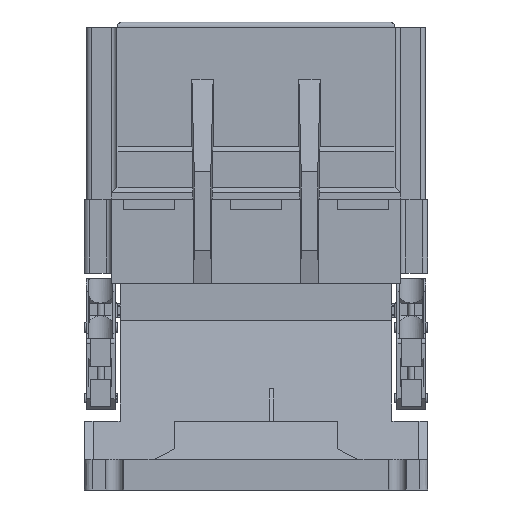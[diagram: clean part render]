
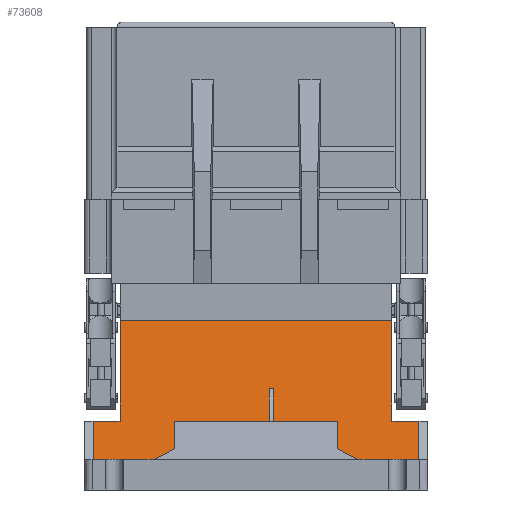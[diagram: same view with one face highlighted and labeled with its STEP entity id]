
A CAD part, front view. The second image highlights one B-rep face of the part: STEP entity #73608.
In plain terms, the highlighted planar face has unit normal (0, -0.984, 0.18).
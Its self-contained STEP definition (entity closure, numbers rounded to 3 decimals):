
#67001=DIRECTION('',(0.,0.18,0.984));
#67002=VECTOR('',#67001,15.045);
#67003=CARTESIAN_POINT('',(-32.,-69.65,12.));
#67004=LINE('',#67003,#67002);
#67125=DIRECTION('',(0.,-0.18,-0.984));
#67126=VECTOR('',#67125,40.146);
#67127=CARTESIAN_POINT('',(-53.3,-59.7,66.496));
#67128=LINE('',#67127,#67126);
#67396=DIRECTION('',(-1.,0.,0.));
#67397=VECTOR('',#67396,11.875);
#67398=CARTESIAN_POINT('',(18.701,-66.948,26.8));
#67399=LINE('',#67398,#67397);
#67403=DIRECTION('',(-1.,0.,0.));
#67404=VECTOR('',#67403,1.652);
#67405=CARTESIAN_POINT('',(6.826,-64.59,
39.715));
#67406=LINE('',#67405,#67404);
#67410=DIRECTION('',(-1.,0.,0.));
#67411=VECTOR('',#67410,23.875);
#67412=CARTESIAN_POINT('',(5.174,-66.948,26.8));
#67413=LINE('',#67412,#67411);
#67417=DIRECTION('',(-1.,0.,0.));
#67418=VECTOR('',#67417,10.);
#67419=CARTESIAN_POINT('',(-18.701,-66.948,26.8));
#67420=LINE('',#67419,#67418);
#67424=DIRECTION('',(-1.,0.,0.));
#67425=VECTOR('',#67424,3.299);
#67426=CARTESIAN_POINT('',(-28.701,-66.948,26.8));
#67427=LINE('',#67426,#67425);
#67431=DIRECTION('',(-1.,0.,0.));
#67432=VECTOR('',#67431,31.883);
#67433=CARTESIAN_POINT('',(-32.,-69.65,12.));
#67434=LINE('',#67433,#67432);
#67438=DIRECTION('',(1.,0.,0.));
#67439=VECTOR('',#67438,10.583);
#67440=CARTESIAN_POINT('',(-63.883,-66.911,
27.003));
#67441=LINE('',#67440,#67439);
#67445=DIRECTION('',(1.,0.,0.));
#67446=VECTOR('',#67445,106.6);
#67447=CARTESIAN_POINT('',(-53.3,-59.7,66.496));
#67448=LINE('',#67447,#67446);
#67452=DIRECTION('',(1.,0.,0.));
#67453=VECTOR('',#67452,10.583);
#67454=CARTESIAN_POINT('',(53.3,-66.911,27.003));
#67455=LINE('',#67454,#67453);
#67459=DIRECTION('',(-1.,0.,0.));
#67460=VECTOR('',#67459,31.883);
#67461=CARTESIAN_POINT('',(63.883,-69.65,12.));
#67462=LINE('',#67461,#67460);
#67466=DIRECTION('',(-1.,0.,0.));
#67467=VECTOR('',#67466,3.299);
#67468=CARTESIAN_POINT('',(32.,-66.948,26.8));
#67469=LINE('',#67468,#67467);
#67473=DIRECTION('',(-1.,0.,0.));
#67474=VECTOR('',#67473,10.);
#67475=CARTESIAN_POINT('',(28.701,-66.948,26.8));
#67476=LINE('',#67475,#67474);
#67599=DIRECTION('',(0.,-0.18,-0.984));
#67600=VECTOR('',#67599,13.128);
#67601=CARTESIAN_POINT('',(6.826,-64.59,
39.715));
#67602=LINE('',#67601,#67600);
#67606=DIRECTION('',(0.,0.18,0.984));
#67607=VECTOR('',#67606,13.128);
#67608=CARTESIAN_POINT('',(5.174,-66.948,26.8));
#67609=LINE('',#67608,#67607);
#67697=DIRECTION('',(0.,-0.18,-0.984));
#67698=VECTOR('',#67697,15.045);
#67699=CARTESIAN_POINT('',(32.,-66.948,26.8));
#67700=LINE('',#67699,#67698);
#67830=DIRECTION('',(0.,-0.18,-0.984));
#67831=VECTOR('',#67830,15.251);
#67832=CARTESIAN_POINT('',(-63.883,-66.911,
27.003));
#67833=LINE('',#67832,#67831);
#70294=DIRECTION('',(0.,0.18,0.984));
#70295=VECTOR('',#70294,40.146);
#70296=CARTESIAN_POINT('',(53.3,-66.911,27.003));
#70297=LINE('',#70296,#70295);
#71554=DIRECTION('',(0.,0.18,0.984));
#71555=VECTOR('',#71554,15.251);
#71556=CARTESIAN_POINT('',(63.883,-69.65,12.));
#71557=LINE('',#71556,#71555);
#71822=CARTESIAN_POINT('',(53.3,-66.911,27.003));
#71823=CARTESIAN_POINT('',(63.883,-66.911,
27.003));
#71824=VERTEX_POINT('',#71822);
#71825=VERTEX_POINT('',#71823);
#71830=CARTESIAN_POINT('',(18.701,-66.948,26.8));
#71831=CARTESIAN_POINT('',(6.826,-66.948,26.8));
#71832=VERTEX_POINT('',#71830);
#71833=VERTEX_POINT('',#71831);
#71834=CARTESIAN_POINT('',(6.826,-64.59,
39.715));
#71835=VERTEX_POINT('',#71834);
#71836=CARTESIAN_POINT('',(5.174,-64.59,
39.715));
#71837=VERTEX_POINT('',#71836);
#71838=CARTESIAN_POINT('',(5.174,-66.948,26.8));
#71839=VERTEX_POINT('',#71838);
#71840=CARTESIAN_POINT('',(-18.701,-66.948,26.8));
#71841=VERTEX_POINT('',#71840);
#71842=CARTESIAN_POINT('',(-28.701,-66.948,26.8));
#71843=VERTEX_POINT('',#71842);
#71844=CARTESIAN_POINT('',(-32.,-66.948,26.8));
#71845=VERTEX_POINT('',#71844);
#71846=CARTESIAN_POINT('',(-32.,-69.65,12.));
#71847=VERTEX_POINT('',#71846);
#71848=CARTESIAN_POINT('',(-63.883,-69.65,12.));
#71849=VERTEX_POINT('',#71848);
#71850=CARTESIAN_POINT('',(-63.883,-66.911,
27.003));
#71851=VERTEX_POINT('',#71850);
#71852=CARTESIAN_POINT('',(-53.3,-66.911,27.003));
#71853=VERTEX_POINT('',#71852);
#71854=CARTESIAN_POINT('',(-53.3,-59.7,66.496));
#71855=VERTEX_POINT('',#71854);
#71856=CARTESIAN_POINT('',(53.3,-59.7,66.496));
#71857=VERTEX_POINT('',#71856);
#71858=CARTESIAN_POINT('',(63.883,-69.65,12.));
#71859=VERTEX_POINT('',#71858);
#71860=CARTESIAN_POINT('',(32.,-69.65,12.));
#71861=VERTEX_POINT('',#71860);
#71862=CARTESIAN_POINT('',(32.,-66.948,26.8));
#71863=VERTEX_POINT('',#71862);
#71864=CARTESIAN_POINT('',(28.701,-66.948,26.8));
#71865=VERTEX_POINT('',#71864);
#73567=CARTESIAN_POINT('',(-76.672,-58.702,
71.959));
#73568=DIRECTION('',(0.,-0.984,0.18));
#73569=DIRECTION('',(1.,0.,0.));
#73570=AXIS2_PLACEMENT_3D('',#73567,#73568,#73569);
#73571=PLANE('',#73570);
#73573=ORIENTED_EDGE('',*,*,#73572,.T.);
#73575=ORIENTED_EDGE('',*,*,#73574,.F.);
#73577=ORIENTED_EDGE('',*,*,#73576,.T.);
#73579=ORIENTED_EDGE('',*,*,#73578,.F.);
#73581=ORIENTED_EDGE('',*,*,#73580,.T.);
#73583=ORIENTED_EDGE('',*,*,#73582,.T.);
#73585=ORIENTED_EDGE('',*,*,#73584,.T.);
#73586=ORIENTED_EDGE('',*,*,#73138,.F.);
#73587=ORIENTED_EDGE('',*,*,#73186,.T.);
#73589=ORIENTED_EDGE('',*,*,#73588,.F.);
#73590=ORIENTED_EDGE('',*,*,#73232,.T.);
#73591=ORIENTED_EDGE('',*,*,#73261,.F.);
#73593=ORIENTED_EDGE('',*,*,#73592,.T.);
#73595=ORIENTED_EDGE('',*,*,#73594,.F.);
#73596=ORIENTED_EDGE('',*,*,#73546,.T.);
#73598=ORIENTED_EDGE('',*,*,#73597,.F.);
#73599=ORIENTED_EDGE('',*,*,#73038,.T.);
#73601=ORIENTED_EDGE('',*,*,#73600,.F.);
#73603=ORIENTED_EDGE('',*,*,#73602,.T.);
#73605=ORIENTED_EDGE('',*,*,#73604,.T.);
#73606=EDGE_LOOP('',(#73573,#73575,#73577,#73579,#73581,#73583,#73585,#73586,
#73587,#73589,#73590,#73591,#73593,#73595,#73596,#73598,#73599,#73601,#73603,
#73605));
#73607=FACE_OUTER_BOUND('',#73606,.F.);
#73038=EDGE_CURVE('',#71859,#71861,#67462,.T.);
#73138=EDGE_CURVE('',#71847,#71845,#67004,.T.);
#73186=EDGE_CURVE('',#71847,#71849,#67434,.T.);
#73232=EDGE_CURVE('',#71851,#71853,#67441,.T.);
#73261=EDGE_CURVE('',#71855,#71853,#67128,.T.);
#73546=EDGE_CURVE('',#71824,#71825,#67455,.T.);
#73572=EDGE_CURVE('',#71832,#71833,#67399,.T.);
#73574=EDGE_CURVE('',#71835,#71833,#67602,.T.);
#73576=EDGE_CURVE('',#71835,#71837,#67406,.T.);
#73578=EDGE_CURVE('',#71839,#71837,#67609,.T.);
#73580=EDGE_CURVE('',#71839,#71841,#67413,.T.);
#73582=EDGE_CURVE('',#71841,#71843,#67420,.T.);
#73584=EDGE_CURVE('',#71843,#71845,#67427,.T.);
#73588=EDGE_CURVE('',#71851,#71849,#67833,.T.);
#73592=EDGE_CURVE('',#71855,#71857,#67448,.T.);
#73594=EDGE_CURVE('',#71824,#71857,#70297,.T.);
#73597=EDGE_CURVE('',#71859,#71825,#71557,.T.);
#73600=EDGE_CURVE('',#71863,#71861,#67700,.T.);
#73602=EDGE_CURVE('',#71863,#71865,#67469,.T.);
#73604=EDGE_CURVE('',#71865,#71832,#67476,.T.);
#73608=ADVANCED_FACE('',(#73607),#73571,.T.);
